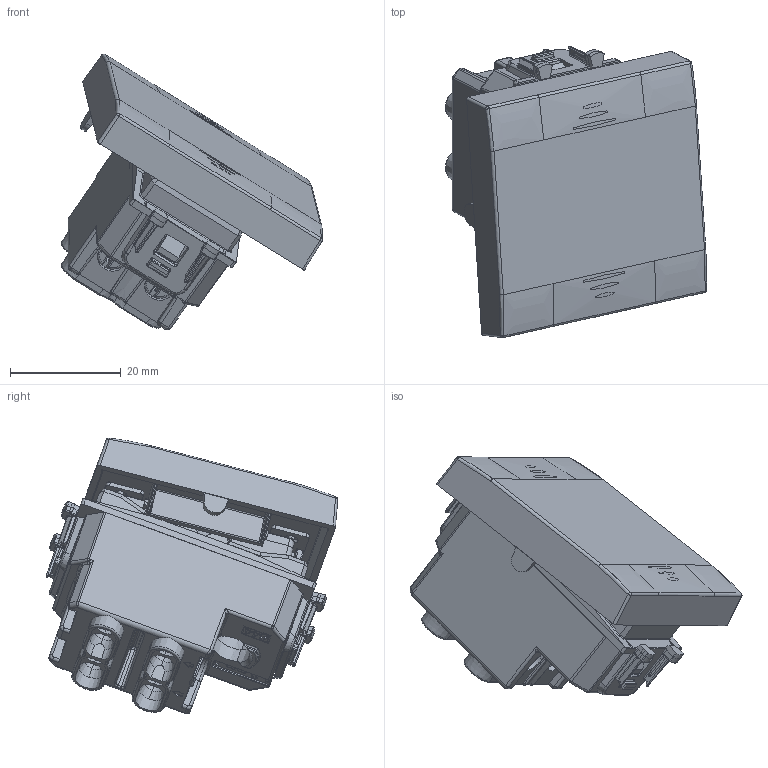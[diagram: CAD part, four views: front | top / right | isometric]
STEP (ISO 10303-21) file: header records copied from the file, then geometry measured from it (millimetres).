
FILE_DESCRIPTION(('CATIA V5 STEP Exchange'),'2;1');
FILE_NAME('441004-2.stp','2024-02-16T07:18:10+00:00',('none'),('none'),'CATIA Version 5-6 Release 2016 SP6','CATIA V5 STEP AP203','none');
FILE_SCHEMA(('CONFIG_CONTROL_DESIGN'));
Products named in the file (1): 441004-2
Assembly tree (18 placements, depth 2):
  441004-2
    #57
    #40546
    #47446
    #50608
    #53512
    #101549
    #135814  x2
    #137501  x4
    #139414  x4
    #140306
    #148597
Bounding box: 47.22 x 52.69 x 49.85 mm (x, y, z)
Volume: 18092.6 mm3; surface area: 30393.3 mm2
Topology: 23 solids, 23 shells, 4561 faces, 12129 edges, 7503 vertices
Faces by surface type: plane 2099, cylinder 1351, bspline 517, cone 305, torus 128, sphere 111, extrusion 42, revolution 8
Entity records: 168451 total; most frequent: CARTESIAN_POINT 76628, ORIENTED_EDGE 22294, DIRECTION 13188, EDGE_CURVE 11147, VERTEX_POINT 6961, VECTOR 5545, LINE 5503, AXIS2_PLACEMENT_3D 4600
